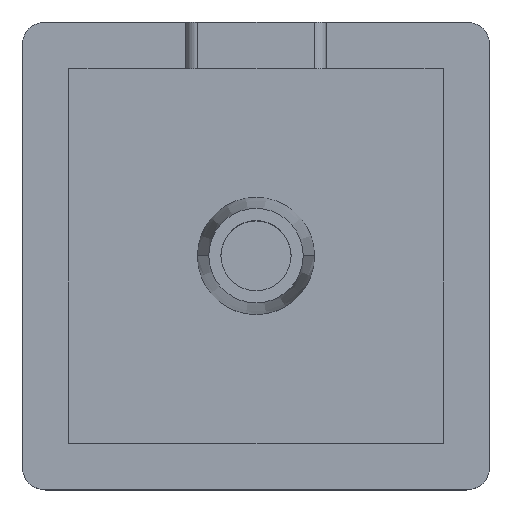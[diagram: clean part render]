
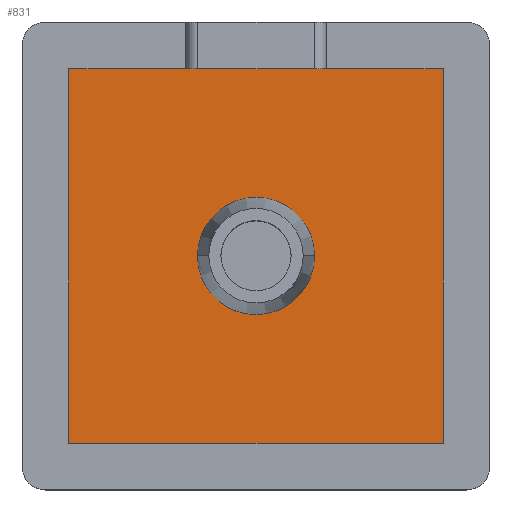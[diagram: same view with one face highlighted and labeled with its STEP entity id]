
A CAD part, top view. The second image highlights one B-rep face of the part: STEP entity #831.
In plain terms, the highlighted planar face has unit normal (0, 0, 1).
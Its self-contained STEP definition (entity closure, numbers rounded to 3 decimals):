
#79 = CARTESIAN_POINT ( 'NONE',  ( -2., -18., 2. ) ) ;
#88 = VERTEX_POINT ( 'NONE', #577 ) ;
#104 = CARTESIAN_POINT ( 'NONE',  ( -18., -18., 2. ) ) ;
#159 = DIRECTION ( 'NONE',  ( 1., 0., 0. ) ) ;
#167 = DIRECTION ( 'NONE',  ( 0., 0., 1. ) ) ;
#236 = CARTESIAN_POINT ( 'NONE',  ( -10., -10., 2. ) ) ;
#240 = EDGE_LOOP ( 'NONE', ( #363, #519 ) ) ;
#254 = CARTESIAN_POINT ( 'NONE',  ( -18., -18., 2. ) ) ;
#257 = VERTEX_POINT ( 'NONE', #1082 ) ;
#281 = DIRECTION ( 'NONE',  ( -1., 0., 0. ) ) ;
#290 = AXIS2_PLACEMENT_3D ( 'NONE', #236, #167, #159 ) ;
#292 = ORIENTED_EDGE ( 'NONE', *, *, #1033, .T. ) ;
#343 = ORIENTED_EDGE ( 'NONE', *, *, #544, .T. ) ;
#363 = ORIENTED_EDGE ( 'NONE', *, *, #1053, .F. ) ;
#367 = CARTESIAN_POINT ( 'NONE',  ( -2., -2., 2. ) ) ;
#373 = LINE ( 'NONE', #104, #649 ) ;
#385 = PLANE ( 'NONE',  #664 ) ;
#401 = EDGE_CURVE ( 'NONE', #811, #721, #566, .T. ) ;
#417 = VECTOR ( 'NONE', #281, 1000. ) ;
#419 = DIRECTION ( 'NONE',  ( 0., 1., 0. ) ) ;
#459 = FACE_OUTER_BOUND ( 'NONE', #789, .T. ) ;
#465 = ORIENTED_EDGE ( 'NONE', *, *, #488, .T. ) ;
#468 = FACE_BOUND ( 'NONE', #240, .T. ) ;
#470 = CIRCLE ( 'NONE', #290, 2.5 ) ;
#488 = EDGE_CURVE ( 'NONE', #88, #736, #1070, .T. ) ;
#509 = ORIENTED_EDGE ( 'NONE', *, *, #821, .T. ) ;
#519 = ORIENTED_EDGE ( 'NONE', *, *, #401, .F. ) ;
#544 = EDGE_CURVE ( 'NONE', #736, #257, #569, .T. ) ;
#566 = CIRCLE ( 'NONE', #713, 2.5 ) ;
#569 = LINE ( 'NONE', #730, #417 ) ;
#577 = CARTESIAN_POINT ( 'NONE',  ( -2., -18., 2. ) ) ;
#578 = DIRECTION ( 'NONE',  ( 1., 0., 0. ) ) ;
#595 = DIRECTION ( 'NONE',  ( 0., 0., 1. ) ) ;
#611 = CARTESIAN_POINT ( 'NONE',  ( -18., -2., 2. ) ) ;
#622 = CARTESIAN_POINT ( 'NONE',  ( -7.5, -10., 2. ) ) ;
#632 = DIRECTION ( 'NONE',  ( 0., -1., 0. ) ) ;
#649 = VECTOR ( 'NONE', #1014, 1000. ) ;
#664 = AXIS2_PLACEMENT_3D ( 'NONE', #755, #929, #578 ) ;
#665 = CARTESIAN_POINT ( 'NONE',  ( -12.5, -10., 2. ) ) ;
#713 = AXIS2_PLACEMENT_3D ( 'NONE', #1042, #595, #956 ) ;
#721 = VERTEX_POINT ( 'NONE', #622 ) ;
#730 = CARTESIAN_POINT ( 'NONE',  ( -2., -2., 2. ) ) ;
#736 = VERTEX_POINT ( 'NONE', #367 ) ;
#755 = CARTESIAN_POINT ( 'NONE',  ( 0., 0., 2. ) ) ;
#789 = EDGE_LOOP ( 'NONE', ( #292, #509, #465, #343 ) ) ;
#811 = VERTEX_POINT ( 'NONE', #665 ) ;
#821 = EDGE_CURVE ( 'NONE', #974, #88, #373, .T. ) ;
#831 = ADVANCED_FACE ( 'NONE', ( #468, #459 ), #385, .T. ) ;
#929 = DIRECTION ( 'NONE',  ( 0., 0., 1. ) ) ;
#956 = DIRECTION ( 'NONE',  ( 1., 0., 0. ) ) ;
#962 = LINE ( 'NONE', #611, #1047 ) ;
#974 = VERTEX_POINT ( 'NONE', #254 ) ;
#1014 = DIRECTION ( 'NONE',  ( 1., 0., 0. ) ) ;
#1033 = EDGE_CURVE ( 'NONE', #257, #974, #962, .T. ) ;
#1042 = CARTESIAN_POINT ( 'NONE',  ( -10., -10., 2. ) ) ;
#1047 = VECTOR ( 'NONE', #632, 1000. ) ;
#1053 = EDGE_CURVE ( 'NONE', #721, #811, #470, .T. ) ;
#1070 = LINE ( 'NONE', #79, #1166 ) ;
#1082 = CARTESIAN_POINT ( 'NONE',  ( -18., -2., 2. ) ) ;
#1166 = VECTOR ( 'NONE', #419, 1000. ) ;
